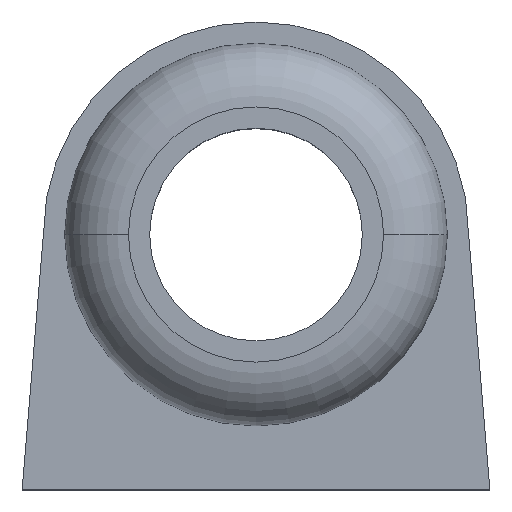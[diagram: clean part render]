
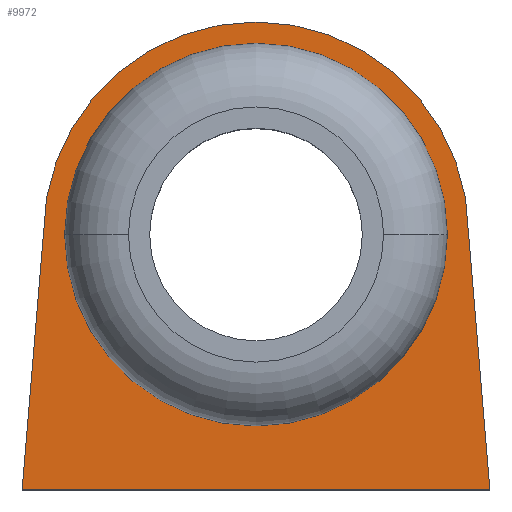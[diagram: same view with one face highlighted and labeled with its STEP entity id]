
A CAD part, top view. The second image highlights one B-rep face of the part: STEP entity #9972.
In plain terms, the highlighted planar face has unit normal (0, 0, 1).
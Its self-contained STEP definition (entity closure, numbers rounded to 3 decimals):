
#198 = CARTESIAN_POINT ( 'NONE',  ( -7.5, 12., 3. ) ) ;
#706 = VECTOR ( 'NONE', #2319, 1000. ) ;
#757 = CARTESIAN_POINT ( 'NONE',  ( 0., 12., 3. ) ) ;
#843 = DIRECTION ( 'NONE',  ( 0., 0., -1. ) ) ;
#1225 = PLANE ( 'NONE',  #5388 ) ;
#1321 = DIRECTION ( 'NONE',  ( 0., 0., -1. ) ) ;
#1322 = AXIS2_PLACEMENT_3D ( 'NONE', #5245, #2969, #8730 ) ;
#1555 = CARTESIAN_POINT ( 'NONE',  ( -11., 0., 3. ) ) ;
#1616 = CIRCLE ( 'NONE', #1322, 7.5 ) ;
#1857 = DIRECTION ( 'NONE',  ( -0.083, 0.997, 0. ) ) ;
#2319 = DIRECTION ( 'NONE',  ( 0.083, 0.997, 0. ) ) ;
#2413 = FACE_BOUND ( 'NONE', #17248, .T. ) ;
#2455 = EDGE_CURVE ( 'NONE', #17321, #2974, #3608, .T. ) ;
#2870 = EDGE_LOOP ( 'NONE', ( #13962, #13350, #13791, #17755 ) ) ;
#2960 = VERTEX_POINT ( 'NONE', #15716 ) ;
#2969 = DIRECTION ( 'NONE',  ( 0., 0., -1. ) ) ;
#2974 = VERTEX_POINT ( 'NONE', #198 ) ;
#3553 = CARTESIAN_POINT ( 'NONE',  ( 0., 0., 3. ) ) ;
#3608 = CIRCLE ( 'NONE', #10039, 7.5 ) ;
#3902 = EDGE_CURVE ( 'NONE', #13653, #9112, #9357, .T. ) ;
#3971 = CARTESIAN_POINT ( 'NONE',  ( 11., 0., 3. ) ) ;
#4862 = DIRECTION ( 'NONE',  ( -1., 0., 0. ) ) ;
#5245 = CARTESIAN_POINT ( 'NONE',  ( 0., 12., 3. ) ) ;
#5274 = VERTEX_POINT ( 'NONE', #3971 ) ;
#5388 = AXIS2_PLACEMENT_3D ( 'NONE', #16293, #1321, #12473 ) ;
#5836 = DIRECTION ( 'NONE',  ( 0., 0., -1. ) ) ;
#6014 = DIRECTION ( 'NONE',  ( -1., 0., 0. ) ) ;
#7768 = AXIS2_PLACEMENT_3D ( 'NONE', #8580, #5836, #6014 ) ;
#8119 = ORIENTED_EDGE ( 'NONE', *, *, #9977, .T. ) ;
#8176 = FACE_OUTER_BOUND ( 'NONE', #2870, .T. ) ;
#8580 = CARTESIAN_POINT ( 'NONE',  ( 0., 12., 3. ) ) ;
#8730 = DIRECTION ( 'NONE',  ( -1., 0., 0. ) ) ;
#8957 = DIRECTION ( 'NONE',  ( -1., 0., 0. ) ) ;
#9112 = VERTEX_POINT ( 'NONE', #13888 ) ;
#9357 = LINE ( 'NONE', #14845, #706 ) ;
#9972 = ADVANCED_FACE ( 'NONE', ( #8176, #2413 ), #1225, .F. ) ;
#9977 = EDGE_CURVE ( 'NONE', #2974, #17321, #1616, .T. ) ;
#10039 = AXIS2_PLACEMENT_3D ( 'NONE', #757, #843, #4862 ) ;
#10102 = LINE ( 'NONE', #14293, #12804 ) ;
#10608 = EDGE_CURVE ( 'NONE', #5274, #13653, #17672, .T. ) ;
#11256 = VECTOR ( 'NONE', #8957, 1000. ) ;
#12040 = EDGE_CURVE ( 'NONE', #9112, #2960, #15919, .T. ) ;
#12473 = DIRECTION ( 'NONE',  ( 1., 0., 0. ) ) ;
#12804 = VECTOR ( 'NONE', #1857, 1000. ) ;
#13205 = ORIENTED_EDGE ( 'NONE', *, *, #2455, .T. ) ;
#13350 = ORIENTED_EDGE ( 'NONE', *, *, #16744, .T. ) ;
#13653 = VERTEX_POINT ( 'NONE', #1555 ) ;
#13791 = ORIENTED_EDGE ( 'NONE', *, *, #12040, .F. ) ;
#13888 = CARTESIAN_POINT ( 'NONE',  ( -10., 12., 3. ) ) ;
#13962 = ORIENTED_EDGE ( 'NONE', *, *, #10608, .F. ) ;
#14293 = CARTESIAN_POINT ( 'NONE',  ( 11., 0., 3. ) ) ;
#14845 = CARTESIAN_POINT ( 'NONE',  ( -11., 0., 3. ) ) ;
#15716 = CARTESIAN_POINT ( 'NONE',  ( 10., 12., 3. ) ) ;
#15919 = CIRCLE ( 'NONE', #7768, 10. ) ;
#16293 = CARTESIAN_POINT ( 'NONE',  ( 0., 0., 3. ) ) ;
#16744 = EDGE_CURVE ( 'NONE', #5274, #2960, #10102, .T. ) ;
#17248 = EDGE_LOOP ( 'NONE', ( #13205, #8119 ) ) ;
#17321 = VERTEX_POINT ( 'NONE', #17513 ) ;
#17513 = CARTESIAN_POINT ( 'NONE',  ( 7.5, 12., 3. ) ) ;
#17672 = LINE ( 'NONE', #3553, #11256 ) ;
#17755 = ORIENTED_EDGE ( 'NONE', *, *, #3902, .F. ) ;
